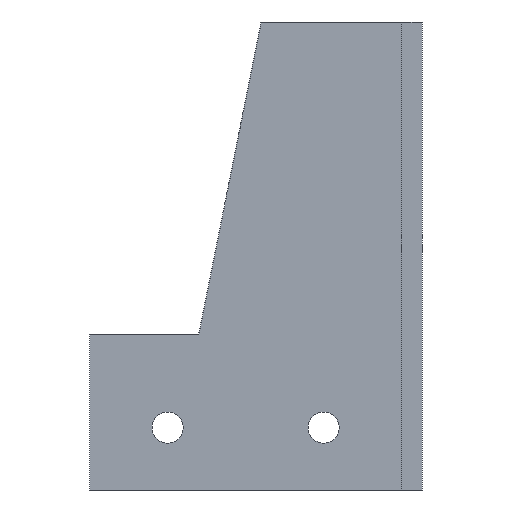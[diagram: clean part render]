
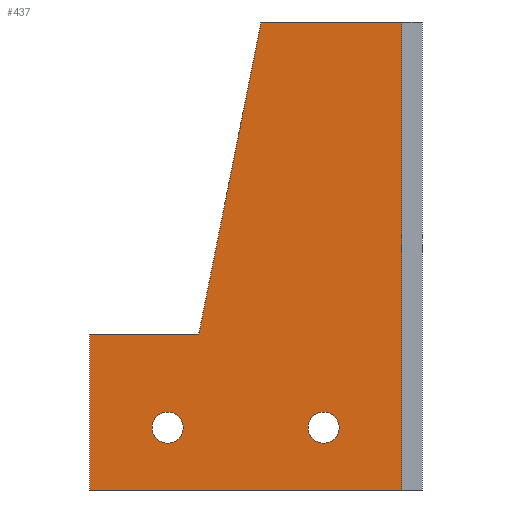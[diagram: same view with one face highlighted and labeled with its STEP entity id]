
A CAD part, front view. The second image highlights one B-rep face of the part: STEP entity #437.
In plain terms, the highlighted planar face has unit normal (0, -1, 0).
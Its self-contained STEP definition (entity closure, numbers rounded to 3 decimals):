
#1 = CARTESIAN_POINT ( 'NONE',  ( 22.5, 0., -37.5 ) ) ;
#9 = EDGE_LOOP ( 'NONE', ( #301, #158, #156, #312, #404, #331 ) ) ;
#13 = CIRCLE ( 'NONE', #116, 1.5 ) ;
#18 = VECTOR ( 'NONE', #371, 1000. ) ;
#25 = CARTESIAN_POINT ( 'NONE',  ( 0., 0., -30. ) ) ;
#27 = AXIS2_PLACEMENT_3D ( 'NONE', #291, #142, #232 ) ;
#33 = VECTOR ( 'NONE', #248, 1000. ) ;
#35 = FACE_OUTER_BOUND ( 'NONE', #9, .T. ) ;
#36 = EDGE_CURVE ( 'NONE', #352, #133, #315, .T. ) ;
#38 = CARTESIAN_POINT ( 'NONE',  ( 30., 0., 0. ) ) ;
#40 = CARTESIAN_POINT ( 'NONE',  ( 16.5, 0., 0. ) ) ;
#41 = VECTOR ( 'NONE', #77, 1000. ) ;
#43 = CARTESIAN_POINT ( 'NONE',  ( 30., 0., -45. ) ) ;
#52 = VECTOR ( 'NONE', #466, 1000. ) ;
#54 = CARTESIAN_POINT ( 'NONE',  ( 7.5, 0., -40.5 ) ) ;
#57 = LINE ( 'NONE', #164, #18 ) ;
#62 = VERTEX_POINT ( 'NONE', #64 ) ;
#64 = CARTESIAN_POINT ( 'NONE',  ( 16.5, 0., 0. ) ) ;
#70 = DIRECTION ( 'NONE',  ( 0., -1., 0. ) ) ;
#72 = CARTESIAN_POINT ( 'NONE',  ( 10.5, 0., -30. ) ) ;
#73 = FACE_BOUND ( 'NONE', #96, .T. ) ;
#74 = CIRCLE ( 'NONE', #27, 1.5 ) ;
#75 = LINE ( 'NONE', #40, #106 ) ;
#77 = DIRECTION ( 'NONE',  ( 1., 0., 0. ) ) ;
#79 = CARTESIAN_POINT ( 'NONE',  ( 0., 0., -30. ) ) ;
#96 = EDGE_LOOP ( 'NONE', ( #160, #308 ) ) ;
#106 = VECTOR ( 'NONE', #362, 1000. ) ;
#109 = LINE ( 'NONE', #252, #41 ) ;
#115 = LINE ( 'NONE', #79, #33 ) ;
#116 = AXIS2_PLACEMENT_3D ( 'NONE', #424, #314, #422 ) ;
#129 = VERTEX_POINT ( 'NONE', #1 ) ;
#133 = VERTEX_POINT ( 'NONE', #43 ) ;
#134 = DIRECTION ( 'NONE',  ( 0., -1., 0. ) ) ;
#142 = DIRECTION ( 'NONE',  ( 0., -1., 0. ) ) ;
#143 = CARTESIAN_POINT ( 'NONE',  ( 0., 0., 0. ) ) ;
#146 = CARTESIAN_POINT ( 'NONE',  ( 7.5, 0., -37.5 ) ) ;
#149 = EDGE_CURVE ( 'NONE', #306, #310, #115, .T. ) ;
#156 = ORIENTED_EDGE ( 'NONE', *, *, #246, .F. ) ;
#158 = ORIENTED_EDGE ( 'NONE', *, *, #205, .F. ) ;
#160 = ORIENTED_EDGE ( 'NONE', *, *, #400, .F. ) ;
#164 = CARTESIAN_POINT ( 'NONE',  ( 16.5, 0., 0. ) ) ;
#170 = VERTEX_POINT ( 'NONE', #146 ) ;
#175 = EDGE_LOOP ( 'NONE', ( #370, #388 ) ) ;
#183 = EDGE_CURVE ( 'NONE', #133, #306, #257, .T. ) ;
#189 = EDGE_CURVE ( 'NONE', #310, #201, #109, .T. ) ;
#190 = CIRCLE ( 'NONE', #427, 1.5 ) ;
#193 = VECTOR ( 'NONE', #207, 1000. ) ;
#201 = VERTEX_POINT ( 'NONE', #72 ) ;
#205 = EDGE_CURVE ( 'NONE', #62, #352, #75, .T. ) ;
#207 = DIRECTION ( 'NONE',  ( 0., 0., -1. ) ) ;
#215 = DIRECTION ( 'NONE',  ( 0., 0., -1. ) ) ;
#232 = DIRECTION ( 'NONE',  ( 0., 0., -1. ) ) ;
#234 = EDGE_CURVE ( 'NONE', #129, #345, #74, .T. ) ;
#245 = CARTESIAN_POINT ( 'NONE',  ( 7.5, 0., -39. ) ) ;
#246 = EDGE_CURVE ( 'NONE', #201, #62, #57, .T. ) ;
#248 = DIRECTION ( 'NONE',  ( 0., 0., 1. ) ) ;
#252 = CARTESIAN_POINT ( 'NONE',  ( 0., 0., -30. ) ) ;
#257 = LINE ( 'NONE', #399, #52 ) ;
#269 = CIRCLE ( 'NONE', #412, 1.5 ) ;
#274 = DIRECTION ( 'NONE',  ( 0., 0., -1. ) ) ;
#276 = VERTEX_POINT ( 'NONE', #54 ) ;
#284 = DIRECTION ( 'NONE',  ( 0., -1., 0. ) ) ;
#291 = CARTESIAN_POINT ( 'NONE',  ( 22.5, 0., -39. ) ) ;
#301 = ORIENTED_EDGE ( 'NONE', *, *, #36, .F. ) ;
#305 = AXIS2_PLACEMENT_3D ( 'NONE', #143, #284, #215 ) ;
#306 = VERTEX_POINT ( 'NONE', #414 ) ;
#307 = CARTESIAN_POINT ( 'NONE',  ( 7.5, 0., -39. ) ) ;
#308 = ORIENTED_EDGE ( 'NONE', *, *, #313, .F. ) ;
#310 = VERTEX_POINT ( 'NONE', #25 ) ;
#312 = ORIENTED_EDGE ( 'NONE', *, *, #189, .F. ) ;
#313 = EDGE_CURVE ( 'NONE', #276, #170, #190, .T. ) ;
#314 = DIRECTION ( 'NONE',  ( 0., -1., 0. ) ) ;
#315 = LINE ( 'NONE', #459, #193 ) ;
#319 = PLANE ( 'NONE',  #305 ) ;
#331 = ORIENTED_EDGE ( 'NONE', *, *, #183, .F. ) ;
#345 = VERTEX_POINT ( 'NONE', #460 ) ;
#352 = VERTEX_POINT ( 'NONE', #38 ) ;
#362 = DIRECTION ( 'NONE',  ( 1., 0., 0. ) ) ;
#370 = ORIENTED_EDGE ( 'NONE', *, *, #234, .F. ) ;
#371 = DIRECTION ( 'NONE',  ( 0.196, 0., 0.981 ) ) ;
#388 = ORIENTED_EDGE ( 'NONE', *, *, #396, .F. ) ;
#396 = EDGE_CURVE ( 'NONE', #345, #129, #13, .T. ) ;
#399 = CARTESIAN_POINT ( 'NONE',  ( 0., 0., -45. ) ) ;
#400 = EDGE_CURVE ( 'NONE', #170, #276, #269, .T. ) ;
#404 = ORIENTED_EDGE ( 'NONE', *, *, #149, .F. ) ;
#412 = AXIS2_PLACEMENT_3D ( 'NONE', #245, #70, #462 ) ;
#414 = CARTESIAN_POINT ( 'NONE',  ( 0., 0., -45. ) ) ;
#422 = DIRECTION ( 'NONE',  ( 0., 0., -1. ) ) ;
#424 = CARTESIAN_POINT ( 'NONE',  ( 22.5, 0., -39. ) ) ;
#427 = AXIS2_PLACEMENT_3D ( 'NONE', #307, #134, #274 ) ;
#429 = FACE_BOUND ( 'NONE', #175, .T. ) ;
#437 = ADVANCED_FACE ( 'NONE', ( #35, #429, #73 ), #319, .T. ) ;
#459 = CARTESIAN_POINT ( 'NONE',  ( 30., 0., -45. ) ) ;
#460 = CARTESIAN_POINT ( 'NONE',  ( 22.5, 0., -40.5 ) ) ;
#462 = DIRECTION ( 'NONE',  ( 0., 0., -1. ) ) ;
#466 = DIRECTION ( 'NONE',  ( -1., 0., 0. ) ) ;
